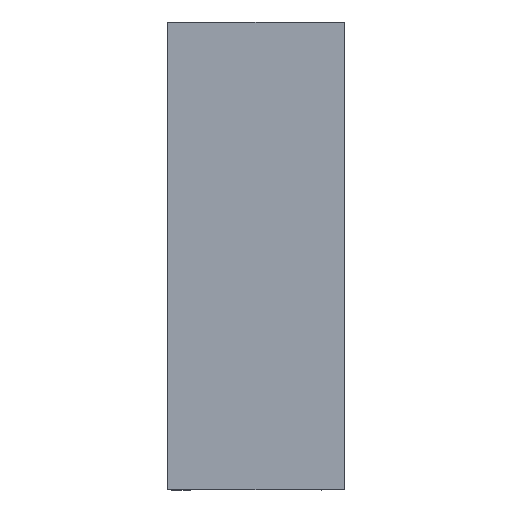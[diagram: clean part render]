
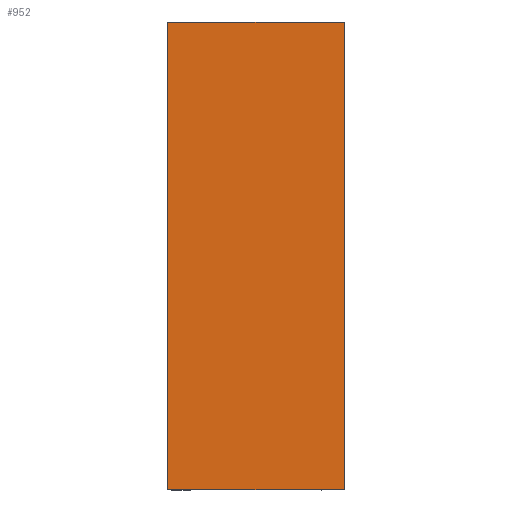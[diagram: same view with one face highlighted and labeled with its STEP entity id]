
A CAD part, top view. The second image highlights one B-rep face of the part: STEP entity #952.
In plain terms, the highlighted planar face has unit normal (0, 0, 1).
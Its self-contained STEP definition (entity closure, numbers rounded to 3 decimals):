
#939=AXIS2_PLACEMENT_3D('Plane Axis2P3D',#936,#937,#938) ;
#167=CARTESIAN_POINT('Vertex',(0.,12.2,4.1)) ;
#170=CARTESIAN_POINT('Line Origine',(2.3,12.2,4.1)) ;
#174=CARTESIAN_POINT('Vertex',(4.6,12.2,4.1)) ;
#291=CARTESIAN_POINT('Vertex',(4.6,0.,4.1)) ;
#294=CARTESIAN_POINT('Line Origine',(2.3,0.,4.1)) ;
#298=CARTESIAN_POINT('Vertex',(0.,0.,4.1)) ;
#924=CARTESIAN_POINT('Line Origine',(0.,6.1,4.1)) ;
#936=CARTESIAN_POINT('Axis2P3D Location',(0.,6.1,4.1)) ;
#941=CARTESIAN_POINT('Line Origine',(4.6,6.1,4.1)) ;
#171=DIRECTION('Vector Direction',(1.,0.,0.)) ;
#295=DIRECTION('Vector Direction',(1.,0.,0.)) ;
#925=DIRECTION('Vector Direction',(0.,-1.,0.)) ;
#937=DIRECTION('Axis2P3D Direction',(0.,0.,-1.)) ;
#938=DIRECTION('Axis2P3D XDirection',(1.,0.,0.)) ;
#942=DIRECTION('Vector Direction',(0.,-1.,0.)) ;
#172=VECTOR('Line Direction',#171,1.) ;
#296=VECTOR('Line Direction',#295,1.) ;
#926=VECTOR('Line Direction',#925,1.) ;
#943=VECTOR('Line Direction',#942,1.) ;
#947=ORIENTED_EDGE('',*,*,#945,.F.) ;
#948=ORIENTED_EDGE('',*,*,#176,.T.) ;
#949=ORIENTED_EDGE('',*,*,#928,.T.) ;
#950=ORIENTED_EDGE('',*,*,#300,.F.) ;
#952=ADVANCED_FACE('S3D_gedreht',(#951),#940,.F.) ;
#176=EDGE_CURVE('',#175,#168,#173,.F.) ;
#300=EDGE_CURVE('',#292,#299,#297,.F.) ;
#928=EDGE_CURVE('',#168,#299,#927,.T.) ;
#945=EDGE_CURVE('',#175,#292,#944,.T.) ;
#946=EDGE_LOOP('',(#947,#948,#949,#950)) ;
#951=FACE_OUTER_BOUND('',#946,.T.) ;
#173=LINE('Line',#170,#172) ;
#297=LINE('Line',#294,#296) ;
#927=LINE('Line',#924,#926) ;
#944=LINE('Line',#941,#943) ;
#940=PLANE('',#939) ;
#168=VERTEX_POINT('',#167) ;
#175=VERTEX_POINT('',#174) ;
#292=VERTEX_POINT('',#291) ;
#299=VERTEX_POINT('',#298) ;
